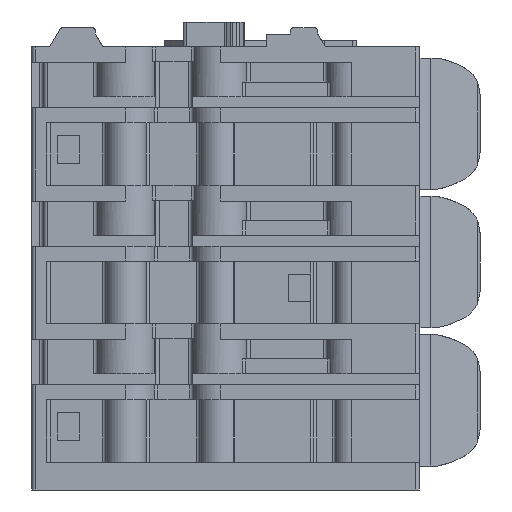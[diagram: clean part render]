
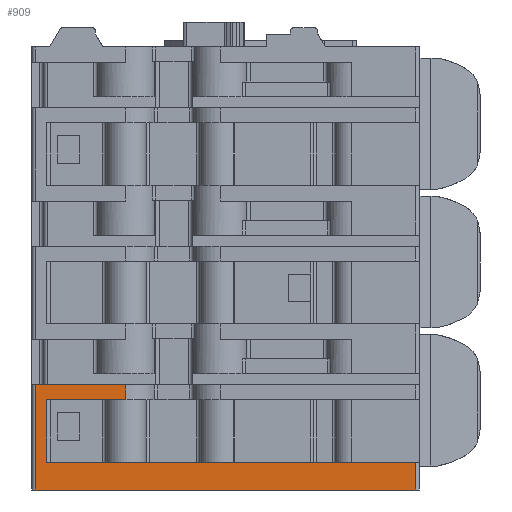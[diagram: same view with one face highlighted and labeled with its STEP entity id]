
A CAD part, front view. The second image highlights one B-rep face of the part: STEP entity #909.
In plain terms, the highlighted planar face has unit normal (0, -1, 0).
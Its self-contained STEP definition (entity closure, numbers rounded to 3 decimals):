
#909 = ADVANCED_FACE( '', ( #2368 ), #2369, .F. );
#2368 = FACE_OUTER_BOUND( '', #4392, .T. );
#2369 = PLANE( '', #4393 );
#4392 = EDGE_LOOP( '', ( #7136, #7137, #7138, #7139, #7140, #7141, #7142, #7143 ) );
#4393 = AXIS2_PLACEMENT_3D( '', #7144, #7145, #7146 );
#7136 = ORIENTED_EDGE( '', *, *, #13182, .T. );
#7137 = ORIENTED_EDGE( '', *, *, #13183, .F. );
#7138 = ORIENTED_EDGE( '', *, *, #12895, .F. );
#7139 = ORIENTED_EDGE( '', *, *, #13184, .T. );
#7140 = ORIENTED_EDGE( '', *, *, #13185, .T. );
#7141 = ORIENTED_EDGE( '', *, *, #13186, .T. );
#7142 = ORIENTED_EDGE( '', *, *, #13112, .F. );
#7143 = ORIENTED_EDGE( '', *, *, #13187, .F. );
#7144 = CARTESIAN_POINT( '', ( -14.3, 0., 22.5 ) );
#7145 = DIRECTION( '', ( 0., 1., 0. ) );
#7146 = DIRECTION( '', ( 0., 0., 1. ) );
#12895 = EDGE_CURVE( '', #15754, #15756, #15757, .T. );
#13112 = EDGE_CURVE( '', #16131, #16133, #16134, .T. );
#13182 = EDGE_CURVE( '', #16252, #16253, #16254, .T. );
#13183 = EDGE_CURVE( '', #15756, #16253, #16255, .T. );
#13184 = EDGE_CURVE( '', #15754, #16256, #16257, .T. );
#13185 = EDGE_CURVE( '', #16256, #16258, #16259, .T. );
#13186 = EDGE_CURVE( '', #16258, #16133, #16260, .T. );
#13187 = EDGE_CURVE( '', #16252, #16131, #16261, .T. );
#15754 = VERTEX_POINT( '', #19798 );
#15756 = VERTEX_POINT( '', #19800 );
#15757 = LINE( '', #19801, #19802 );
#16131 = VERTEX_POINT( '', #20362 );
#16133 = VERTEX_POINT( '', #20365 );
#16134 = LINE( '', #20366, #20367 );
#16252 = VERTEX_POINT( '', #20547 );
#16253 = VERTEX_POINT( '', #20548 );
#16254 = LINE( '', #20549, #20550 );
#16255 = LINE( '', #20551, #20552 );
#16256 = VERTEX_POINT( '', #20553 );
#16257 = LINE( '', #20554, #20555 );
#16258 = VERTEX_POINT( '', #20556 );
#16259 = LINE( '', #20557, #20558 );
#16260 = LINE( '', #20559, #20560 );
#16261 = LINE( '', #20561, #20562 );
#19798 = CARTESIAN_POINT( '', ( -14.3, 0., 4.2 ) );
#19800 = CARTESIAN_POINT( '', ( -9.4, 0., 4.2 ) );
#19801 = CARTESIAN_POINT( '', ( -17.8, 0., 4.2 ) );
#19802 = VECTOR( '', #24882, 1000. );
#20362 = CARTESIAN_POINT( '', ( -13.7, 0., 0. ) );
#20365 = CARTESIAN_POINT( '', ( 6.3, 0., 0. ) );
#20366 = CARTESIAN_POINT( '', ( -14.3, 0., 0. ) );
#20367 = VECTOR( '', #25133, 1000. );
#20547 = CARTESIAN_POINT( '', ( -13.7, 0., 3.4 ) );
#20548 = CARTESIAN_POINT( '', ( -9.4, 0., 3.4 ) );
#20549 = CARTESIAN_POINT( '', ( -13.7, 0., 3.4 ) );
#20550 = VECTOR( '', #25225, 1000. );
#20551 = CARTESIAN_POINT( '', ( -9.4, 0., 6.7 ) );
#20552 = VECTOR( '', #25226, 1000. );
#20553 = CARTESIAN_POINT( '', ( -14.3, 0., -1.5 ) );
#20554 = CARTESIAN_POINT( '', ( -14.3, 0., 22.5 ) );
#20555 = VECTOR( '', #25227, 1000. );
#20556 = CARTESIAN_POINT( '', ( 6.3, 0., -1.5 ) );
#20557 = CARTESIAN_POINT( '', ( -14.3, 0., -1.5 ) );
#20558 = VECTOR( '', #25228, 1000. );
#20559 = CARTESIAN_POINT( '', ( 6.3, 0., -1.5 ) );
#20560 = VECTOR( '', #25229, 1000. );
#20561 = CARTESIAN_POINT( '', ( -13.7, 0., 3.4 ) );
#20562 = VECTOR( '', #25230, 1000. );
#24882 = DIRECTION( '', ( 1., 0., 0. ) );
#25133 = DIRECTION( '', ( 1., 0., 0. ) );
#25225 = DIRECTION( '', ( 1., 0., 0. ) );
#25226 = DIRECTION( '', ( 0., 0., -1. ) );
#25227 = DIRECTION( '', ( 0., 0., -1. ) );
#25228 = DIRECTION( '', ( 1., 0., 0. ) );
#25229 = DIRECTION( '', ( 0., 0., 1. ) );
#25230 = DIRECTION( '', ( 0., 0., -1. ) );
